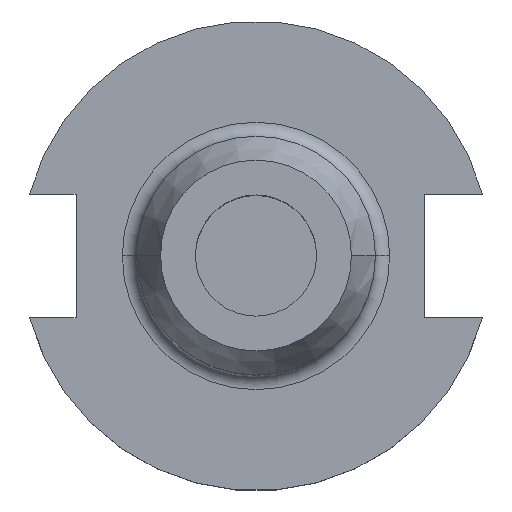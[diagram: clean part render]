
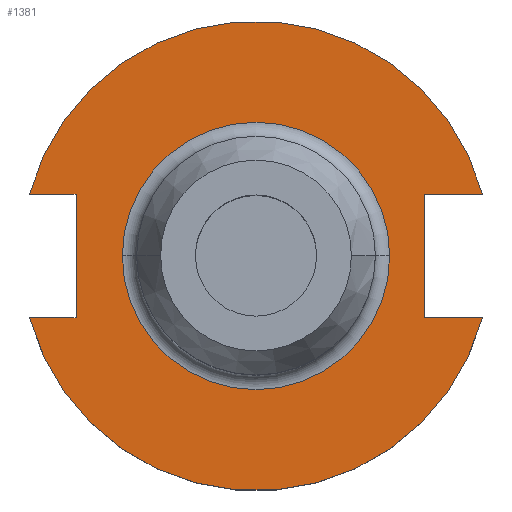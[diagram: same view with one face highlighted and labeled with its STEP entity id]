
A CAD part, top view. The second image highlights one B-rep face of the part: STEP entity #1381.
In plain terms, the highlighted planar face has unit normal (0, 0, 1).
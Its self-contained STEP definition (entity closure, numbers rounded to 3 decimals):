
#2 = AXIS2_PLACEMENT_3D ( 'NONE', #1178, #852, #953 ) ;
#17 = VERTEX_POINT ( 'NONE', #879 ) ;
#29 = DIRECTION ( 'NONE',  ( 0., -1., 0. ) ) ;
#81 = EDGE_CURVE ( 'NONE', #914, #1292, #1261, .T. ) ;
#88 = VERTEX_POINT ( 'NONE', #1265 ) ;
#138 = LINE ( 'NONE', #1298, #1085 ) ;
#150 = CARTESIAN_POINT ( 'NONE',  ( 35.306, -12.954, 19.05 ) ) ;
#156 = DIRECTION ( 'NONE',  ( 1., 0., 0. ) ) ;
#218 = VERTEX_POINT ( 'NONE', #907 ) ;
#228 = CARTESIAN_POINT ( 'NONE',  ( 35.306, 12.954, 19.05 ) ) ;
#229 = VERTEX_POINT ( 'NONE', #1362 ) ;
#231 = EDGE_CURVE ( 'NONE', #1191, #88, #461, .T. ) ;
#315 = VECTOR ( 'NONE', #331, 1000. ) ;
#331 = DIRECTION ( 'NONE',  ( -1., 0., 0. ) ) ;
#355 = CARTESIAN_POINT ( 'NONE',  ( -47.477, 12.954, 19.05 ) ) ;
#380 = CIRCLE ( 'NONE', #2, 49.212 ) ;
#388 = EDGE_CURVE ( 'NONE', #218, #524, #910, .T. ) ;
#410 = AXIS2_PLACEMENT_3D ( 'NONE', #1457, #796, #722 ) ;
#459 = CARTESIAN_POINT ( 'NONE',  ( 35.306, 12.954, 19.05 ) ) ;
#460 = FACE_OUTER_BOUND ( 'NONE', #1177, .T. ) ;
#461 = CIRCLE ( 'NONE', #795, 28.019 ) ;
#482 = ORIENTED_EDGE ( 'NONE', *, *, #662, .F. ) ;
#483 = DIRECTION ( 'NONE',  ( 0., 0., 1. ) ) ;
#524 = VERTEX_POINT ( 'NONE', #1435 ) ;
#529 = VECTOR ( 'NONE', #754, 1000. ) ;
#552 = EDGE_CURVE ( 'NONE', #218, #17, #1281, .T. ) ;
#594 = CARTESIAN_POINT ( 'NONE',  ( 35.306, 12.954, 19.05 ) ) ;
#597 = ORIENTED_EDGE ( 'NONE', *, *, #81, .F. ) ;
#616 = CARTESIAN_POINT ( 'NONE',  ( -37.719, 12.954, 19.05 ) ) ;
#662 = EDGE_CURVE ( 'NONE', #524, #914, #138, .T. ) ;
#664 = CARTESIAN_POINT ( 'NONE',  ( -63.719, -12.954, 19.05 ) ) ;
#684 = EDGE_CURVE ( 'NONE', #88, #1191, #1374, .T. ) ;
#687 = ORIENTED_EDGE ( 'NONE', *, *, #552, .T. ) ;
#705 = AXIS2_PLACEMENT_3D ( 'NONE', #1209, #1314, #1454 ) ;
#722 = DIRECTION ( 'NONE',  ( 1., 0., 0. ) ) ;
#754 = DIRECTION ( 'NONE',  ( 1., 0., 0. ) ) ;
#764 = EDGE_CURVE ( 'NONE', #229, #895, #1300, .T. ) ;
#779 = ORIENTED_EDGE ( 'NONE', *, *, #231, .T. ) ;
#795 = AXIS2_PLACEMENT_3D ( 'NONE', #1238, #1227, #1160 ) ;
#796 = DIRECTION ( 'NONE',  ( 0., 0., -1. ) ) ;
#806 = VECTOR ( 'NONE', #156, 1000. ) ;
#843 = FACE_BOUND ( 'NONE', #1031, .T. ) ;
#852 = DIRECTION ( 'NONE',  ( 0., 0., 1. ) ) ;
#879 = CARTESIAN_POINT ( 'NONE',  ( 47.477, -12.954, 19.05 ) ) ;
#895 = VERTEX_POINT ( 'NONE', #228 ) ;
#907 = CARTESIAN_POINT ( 'NONE',  ( -47.477, -12.954, 19.05 ) ) ;
#910 = LINE ( 'NONE', #664, #529 ) ;
#914 = VERTEX_POINT ( 'NONE', #616 ) ;
#931 = VECTOR ( 'NONE', #1133, 1000. ) ;
#953 = DIRECTION ( 'NONE',  ( 1., 0., 0. ) ) ;
#968 = EDGE_CURVE ( 'NONE', #1157, #17, #1137, .T. ) ;
#1020 = CARTESIAN_POINT ( 'NONE',  ( 35.306, -12.954, 19.05 ) ) ;
#1031 = EDGE_LOOP ( 'NONE', ( #1429, #779 ) ) ;
#1061 = ORIENTED_EDGE ( 'NONE', *, *, #1385, .F. ) ;
#1085 = VECTOR ( 'NONE', #1186, 1000. ) ;
#1122 = CARTESIAN_POINT ( 'NONE',  ( -28.019, 0., 19.05 ) ) ;
#1133 = DIRECTION ( 'NONE',  ( -1., 0., 0. ) ) ;
#1137 = LINE ( 'NONE', #150, #806 ) ;
#1157 = VERTEX_POINT ( 'NONE', #1020 ) ;
#1160 = DIRECTION ( 'NONE',  ( 1., 0., 0. ) ) ;
#1170 = LINE ( 'NONE', #594, #1460 ) ;
#1177 = EDGE_LOOP ( 'NONE', ( #687, #1564, #1061, #1508, #1264, #597, #482, #1181 ) ) ;
#1178 = CARTESIAN_POINT ( 'NONE',  ( 0., 0., 19.05 ) ) ;
#1181 = ORIENTED_EDGE ( 'NONE', *, *, #388, .F. ) ;
#1186 = DIRECTION ( 'NONE',  ( 0., 1., 0. ) ) ;
#1191 = VERTEX_POINT ( 'NONE', #1122 ) ;
#1209 = CARTESIAN_POINT ( 'NONE',  ( 0., 0., 19.05 ) ) ;
#1227 = DIRECTION ( 'NONE',  ( 0., 0., -1. ) ) ;
#1238 = CARTESIAN_POINT ( 'NONE',  ( 0., 0., 19.05 ) ) ;
#1261 = LINE ( 'NONE', #1283, #931 ) ;
#1264 = ORIENTED_EDGE ( 'NONE', *, *, #1269, .T. ) ;
#1265 = CARTESIAN_POINT ( 'NONE',  ( 28.019, 0., 19.05 ) ) ;
#1269 = EDGE_CURVE ( 'NONE', #229, #1292, #380, .T. ) ;
#1281 = CIRCLE ( 'NONE', #705, 49.212 ) ;
#1283 = CARTESIAN_POINT ( 'NONE',  ( -63.719, 12.954, 19.05 ) ) ;
#1292 = VERTEX_POINT ( 'NONE', #355 ) ;
#1298 = CARTESIAN_POINT ( 'NONE',  ( -37.719, 12.954, 19.05 ) ) ;
#1300 = LINE ( 'NONE', #459, #315 ) ;
#1314 = DIRECTION ( 'NONE',  ( 0., 0., 1. ) ) ;
#1317 = AXIS2_PLACEMENT_3D ( 'NONE', #1448, #483, #1452 ) ;
#1362 = CARTESIAN_POINT ( 'NONE',  ( 47.477, 12.954, 19.05 ) ) ;
#1374 = CIRCLE ( 'NONE', #410, 28.019 ) ;
#1381 = ADVANCED_FACE ( 'NONE', ( #843, #460 ), #1497, .T. ) ;
#1385 = EDGE_CURVE ( 'NONE', #895, #1157, #1170, .T. ) ;
#1429 = ORIENTED_EDGE ( 'NONE', *, *, #684, .T. ) ;
#1435 = CARTESIAN_POINT ( 'NONE',  ( -37.719, -12.954, 19.05 ) ) ;
#1448 = CARTESIAN_POINT ( 'NONE',  ( 0., 49.212, 19.05 ) ) ;
#1452 = DIRECTION ( 'NONE',  ( 1., 0., 0. ) ) ;
#1454 = DIRECTION ( 'NONE',  ( 1., 0., 0. ) ) ;
#1457 = CARTESIAN_POINT ( 'NONE',  ( 0., 0., 19.05 ) ) ;
#1460 = VECTOR ( 'NONE', #29, 1000. ) ;
#1497 = PLANE ( 'NONE',  #1317 ) ;
#1508 = ORIENTED_EDGE ( 'NONE', *, *, #764, .F. ) ;
#1564 = ORIENTED_EDGE ( 'NONE', *, *, #968, .F. ) ;
